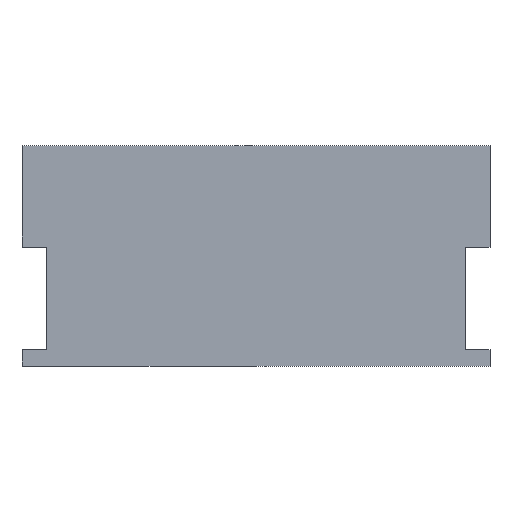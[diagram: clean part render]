
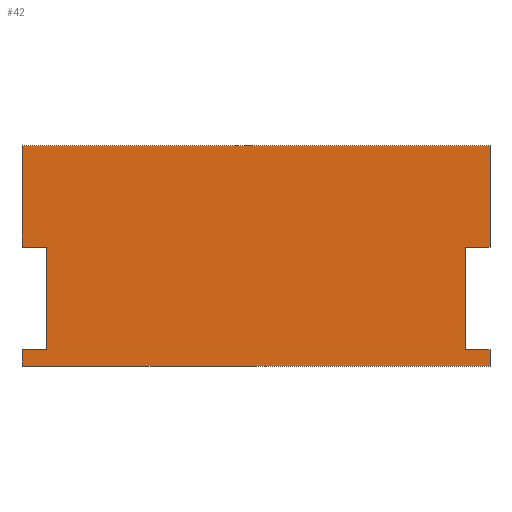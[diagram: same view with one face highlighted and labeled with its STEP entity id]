
A CAD part, top view. The second image highlights one B-rep face of the part: STEP entity #42.
In plain terms, the highlighted planar face has unit normal (0, 0, 1).
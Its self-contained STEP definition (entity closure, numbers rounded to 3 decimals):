
#13 = ORIENTED_EDGE ( 'NONE', *, *, #167, .T. ) ;
#16 = CARTESIAN_POINT ( 'NONE',  ( 0., 0., 2. ) ) ;
#21 = VECTOR ( 'NONE', #200, 1000. ) ;
#24 = VERTEX_POINT ( 'NONE', #299 ) ;
#27 = DIRECTION ( 'NONE',  ( -1., 0., 0. ) ) ;
#29 = VERTEX_POINT ( 'NONE', #264 ) ;
#39 = VERTEX_POINT ( 'NONE', #152 ) ;
#40 = DIRECTION ( 'NONE',  ( 1., 0., 0. ) ) ;
#41 = VERTEX_POINT ( 'NONE', #226 ) ;
#42 = ADVANCED_FACE ( 'NONE', ( #189 ), #197, .T. ) ;
#43 = CARTESIAN_POINT ( 'NONE',  ( 0., -86., 2. ) ) ;
#44 = LINE ( 'NONE', #393, #221 ) ;
#49 = VERTEX_POINT ( 'NONE', #231 ) ;
#55 = VECTOR ( 'NONE', #289, 1000. ) ;
#57 = AXIS2_PLACEMENT_3D ( 'NONE', #163, #371, #64 ) ;
#60 = EDGE_CURVE ( 'NONE', #386, #92, #434, .T. ) ;
#61 = CARTESIAN_POINT ( 'NONE',  ( 0., -79.5, 2. ) ) ;
#64 = DIRECTION ( 'NONE',  ( 1., 0., 0. ) ) ;
#66 = VECTOR ( 'NONE', #216, 1000. ) ;
#69 = DIRECTION ( 'NONE',  ( 0., -1., 0. ) ) ;
#72 = ORIENTED_EDGE ( 'NONE', *, *, #345, .T. ) ;
#84 = EDGE_CURVE ( 'NONE', #413, #417, #373, .T. ) ;
#88 = VECTOR ( 'NONE', #184, 1000. ) ;
#92 = VERTEX_POINT ( 'NONE', #61 ) ;
#94 = ORIENTED_EDGE ( 'NONE', *, *, #195, .T. ) ;
#95 = ORIENTED_EDGE ( 'NONE', *, *, #312, .T. ) ;
#102 = DIRECTION ( 'NONE',  ( 1., 0., 0. ) ) ;
#107 = CARTESIAN_POINT ( 'NONE',  ( 182.6, -79.5, 2. ) ) ;
#119 = LINE ( 'NONE', #258, #88 ) ;
#124 = ORIENTED_EDGE ( 'NONE', *, *, #384, .T. ) ;
#132 = CARTESIAN_POINT ( 'NONE',  ( 0., -79.5, 2. ) ) ;
#143 = ORIENTED_EDGE ( 'NONE', *, *, #246, .T. ) ;
#150 = CARTESIAN_POINT ( 'NONE',  ( 9.5, -79.5, 2. ) ) ;
#152 = CARTESIAN_POINT ( 'NONE',  ( 0., 0., 2. ) ) ;
#163 = CARTESIAN_POINT ( 'NONE',  ( 0., 0., 2. ) ) ;
#167 = EDGE_CURVE ( 'NONE', #29, #41, #183, .T. ) ;
#169 = CARTESIAN_POINT ( 'NONE',  ( 173.1, -79.5, 2. ) ) ;
#172 = LINE ( 'NONE', #322, #442 ) ;
#183 = LINE ( 'NONE', #302, #354 ) ;
#184 = DIRECTION ( 'NONE',  ( 0., -1., 0. ) ) ;
#186 = ORIENTED_EDGE ( 'NONE', *, *, #60, .T. ) ;
#189 = FACE_OUTER_BOUND ( 'NONE', #223, .T. ) ;
#195 = EDGE_CURVE ( 'NONE', #39, #29, #44, .T. ) ;
#196 = LINE ( 'NONE', #132, #284 ) ;
#197 = PLANE ( 'NONE',  #57 ) ;
#200 = DIRECTION ( 'NONE',  ( -1., 0., 0. ) ) ;
#207 = VECTOR ( 'NONE', #432, 1000. ) ;
#216 = DIRECTION ( 'NONE',  ( 0., 1., 0. ) ) ;
#221 = VECTOR ( 'NONE', #254, 1000. ) ;
#223 = EDGE_LOOP ( 'NONE', ( #94, #13, #403, #186, #95, #292, #72, #351, #124, #273, #435, #143 ) ) ;
#226 = CARTESIAN_POINT ( 'NONE',  ( 9.5, -39.5, 2. ) ) ;
#229 = CARTESIAN_POINT ( 'NONE',  ( 173.1, -39.5, 2. ) ) ;
#231 = CARTESIAN_POINT ( 'NONE',  ( 182.6, -79.5, 2. ) ) ;
#246 = EDGE_CURVE ( 'NONE', #24, #39, #433, .T. ) ;
#254 = DIRECTION ( 'NONE',  ( 0., -1., 0. ) ) ;
#256 = CARTESIAN_POINT ( 'NONE',  ( 173.1, -39.5, 2. ) ) ;
#258 = CARTESIAN_POINT ( 'NONE',  ( 9.5, -39.5, 2. ) ) ;
#264 = CARTESIAN_POINT ( 'NONE',  ( 0., -39.5, 2. ) ) ;
#273 = ORIENTED_EDGE ( 'NONE', *, *, #336, .T. ) ;
#274 = VERTEX_POINT ( 'NONE', #229 ) ;
#284 = VECTOR ( 'NONE', #69, 1000. ) ;
#289 = DIRECTION ( 'NONE',  ( 0., 1., 0. ) ) ;
#292 = ORIENTED_EDGE ( 'NONE', *, *, #84, .T. ) ;
#299 = CARTESIAN_POINT ( 'NONE',  ( 182.6, 0., 2. ) ) ;
#302 = CARTESIAN_POINT ( 'NONE',  ( 0., -39.5, 2. ) ) ;
#312 = EDGE_CURVE ( 'NONE', #92, #413, #196, .T. ) ;
#315 = LINE ( 'NONE', #411, #335 ) ;
#320 = DIRECTION ( 'NONE',  ( 0., 1., 0. ) ) ;
#322 = CARTESIAN_POINT ( 'NONE',  ( 182.6, -79.5, 2. ) ) ;
#327 = CARTESIAN_POINT ( 'NONE',  ( 182.6, -86., 2. ) ) ;
#329 = CARTESIAN_POINT ( 'NONE',  ( 182.6, -39.5, 2. ) ) ;
#335 = VECTOR ( 'NONE', #102, 1000. ) ;
#336 = EDGE_CURVE ( 'NONE', #274, #395, #315, .T. ) ;
#340 = CARTESIAN_POINT ( 'NONE',  ( 0., -86., 2. ) ) ;
#345 = EDGE_CURVE ( 'NONE', #417, #49, #372, .T. ) ;
#350 = LINE ( 'NONE', #256, #66 ) ;
#351 = ORIENTED_EDGE ( 'NONE', *, *, #362, .T. ) ;
#354 = VECTOR ( 'NONE', #40, 1000. ) ;
#355 = CARTESIAN_POINT ( 'NONE',  ( 182.6, 0., 2. ) ) ;
#362 = EDGE_CURVE ( 'NONE', #49, #381, #172, .T. ) ;
#371 = DIRECTION ( 'NONE',  ( 0., 0., 1. ) ) ;
#372 = LINE ( 'NONE', #107, #388 ) ;
#373 = LINE ( 'NONE', #340, #207 ) ;
#381 = VERTEX_POINT ( 'NONE', #169 ) ;
#382 = EDGE_CURVE ( 'NONE', #395, #24, #421, .T. ) ;
#384 = EDGE_CURVE ( 'NONE', #381, #274, #350, .T. ) ;
#386 = VERTEX_POINT ( 'NONE', #150 ) ;
#388 = VECTOR ( 'NONE', #320, 1000. ) ;
#393 = CARTESIAN_POINT ( 'NONE',  ( 0., 0., 2. ) ) ;
#395 = VERTEX_POINT ( 'NONE', #329 ) ;
#403 = ORIENTED_EDGE ( 'NONE', *, *, #438, .T. ) ;
#407 = CARTESIAN_POINT ( 'NONE',  ( 0., -79.5, 2. ) ) ;
#411 = CARTESIAN_POINT ( 'NONE',  ( 182.6, -39.5, 2. ) ) ;
#413 = VERTEX_POINT ( 'NONE', #43 ) ;
#417 = VERTEX_POINT ( 'NONE', #327 ) ;
#418 = VECTOR ( 'NONE', #429, 1000. ) ;
#421 = LINE ( 'NONE', #355, #55 ) ;
#429 = DIRECTION ( 'NONE',  ( -1., 0., 0. ) ) ;
#432 = DIRECTION ( 'NONE',  ( 1., 0., 0. ) ) ;
#433 = LINE ( 'NONE', #16, #21 ) ;
#434 = LINE ( 'NONE', #407, #418 ) ;
#435 = ORIENTED_EDGE ( 'NONE', *, *, #382, .T. ) ;
#438 = EDGE_CURVE ( 'NONE', #41, #386, #119, .T. ) ;
#442 = VECTOR ( 'NONE', #27, 1000. ) ;
